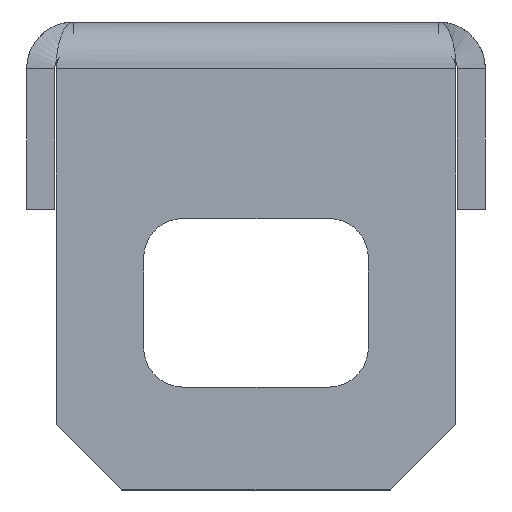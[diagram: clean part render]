
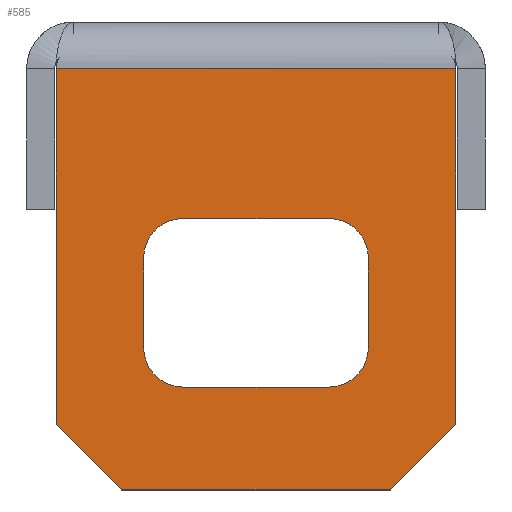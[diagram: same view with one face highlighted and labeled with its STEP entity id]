
A CAD part, left-side view. The second image highlights one B-rep face of the part: STEP entity #585.
In plain terms, the highlighted planar face has unit normal (-1, 0, 0).
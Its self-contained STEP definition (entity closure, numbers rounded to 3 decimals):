
#10 = CIRCLE ( 'NONE', #1065, 2.1 ) ;
#18 = LINE ( 'NONE', #102, #1547 ) ;
#60 = VECTOR ( 'NONE', #1264, 1000. ) ;
#76 = EDGE_CURVE ( 'NONE', #163, #1337, #1687, .T. ) ;
#95 = DIRECTION ( 'NONE',  ( 0., 0., -1. ) ) ;
#98 = ORIENTED_EDGE ( 'NONE', *, *, #686, .T. ) ;
#102 = CARTESIAN_POINT ( 'NONE',  ( -206., -6., -12.6 ) ) ;
#163 = VERTEX_POINT ( 'NONE', #967 ) ;
#171 = CARTESIAN_POINT ( 'NONE',  ( -206., 6., -17.4 ) ) ;
#177 = CARTESIAN_POINT ( 'NONE',  ( -206., 3.9, -10.5 ) ) ;
#229 = CARTESIAN_POINT ( 'NONE',  ( -206., -10.679, -25. ) ) ;
#237 = CARTESIAN_POINT ( 'NONE',  ( -206., 2072.25, -25. ) ) ;
#272 = DIRECTION ( 'NONE',  ( 1., 0., 0. ) ) ;
#276 = VERTEX_POINT ( 'NONE', #177 ) ;
#294 = VECTOR ( 'NONE', #1257, 1000. ) ;
#348 = VERTEX_POINT ( 'NONE', #171 ) ;
#363 = DIRECTION ( 'NONE',  ( 0., 1., 0. ) ) ;
#365 = EDGE_CURVE ( 'NONE', #1709, #1337, #1684, .T. ) ;
#369 = CARTESIAN_POINT ( 'NONE',  ( -206., -3.9, -17.4 ) ) ;
#394 = DIRECTION ( 'NONE',  ( 1., 0., 0. ) ) ;
#412 = EDGE_LOOP ( 'NONE', ( #617, #1535, #506, #977, #885, #1303 ) ) ;
#432 = DIRECTION ( 'NONE',  ( 0., 0., 1. ) ) ;
#453 = EDGE_CURVE ( 'NONE', #1583, #1589, #10, .T. ) ;
#456 = FACE_BOUND ( 'NONE', #844, .T. ) ;
#484 = CARTESIAN_POINT ( 'NONE',  ( -206., -3.9, -10.5 ) ) ;
#488 = CARTESIAN_POINT ( 'NONE',  ( -206., 3.9, -19.5 ) ) ;
#505 = EDGE_CURVE ( 'NONE', #348, #803, #1716, .T. ) ;
#506 = ORIENTED_EDGE ( 'NONE', *, *, #1172, .T. ) ;
#516 = DIRECTION ( 'NONE',  ( 0., -1., 0. ) ) ;
#523 = EDGE_CURVE ( 'NONE', #803, #276, #1225, .T. ) ;
#530 = DIRECTION ( 'NONE',  ( 0., 0., -1. ) ) ;
#542 = DIRECTION ( 'NONE',  ( 0., 0., 1. ) ) ;
#546 = DIRECTION ( 'NONE',  ( 1., 0., 0. ) ) ;
#585 = ADVANCED_FACE ( 'NONE', ( #456, #996 ), #1630, .F. ) ;
#590 = AXIS2_PLACEMENT_3D ( 'NONE', #1471, #938, #432 ) ;
#609 = ORIENTED_EDGE ( 'NONE', *, *, #1525, .T. ) ;
#617 = ORIENTED_EDGE ( 'NONE', *, *, #1437, .F. ) ;
#634 = DIRECTION ( 'NONE',  ( 0., 0., -1. ) ) ;
#684 = ORIENTED_EDGE ( 'NONE', *, *, #1576, .T. ) ;
#686 = EDGE_CURVE ( 'NONE', #768, #1583, #18, .T. ) ;
#692 = VECTOR ( 'NONE', #1118, 1000. ) ;
#768 = VERTEX_POINT ( 'NONE', #1869 ) ;
#803 = VERTEX_POINT ( 'NONE', #1351 ) ;
#844 = EDGE_LOOP ( 'NONE', ( #936, #1368, #1170, #684, #98, #1837, #952, #609 ) ) ;
#846 = VERTEX_POINT ( 'NONE', #484 ) ;
#878 = VERTEX_POINT ( 'NONE', #488 ) ;
#885 = ORIENTED_EDGE ( 'NONE', *, *, #76, .F. ) ;
#936 = ORIENTED_EDGE ( 'NONE', *, *, #505, .T. ) ;
#938 = DIRECTION ( 'NONE',  ( 1., 0., 0. ) ) ;
#946 = CARTESIAN_POINT ( 'NONE',  ( -206., -6., -17.4 ) ) ;
#952 = ORIENTED_EDGE ( 'NONE', *, *, #1480, .T. ) ;
#967 = CARTESIAN_POINT ( 'NONE',  ( -206., -10.679, -2.5 ) ) ;
#977 = ORIENTED_EDGE ( 'NONE', *, *, #365, .T. ) ;
#992 = DIRECTION ( 'NONE',  ( 0., -1., 0. ) ) ;
#996 = FACE_OUTER_BOUND ( 'NONE', #412, .T. ) ;
#1000 = CARTESIAN_POINT ( 'NONE',  ( -206., 3.9, -10.5 ) ) ;
#1053 = CARTESIAN_POINT ( 'NONE',  ( -206., 6., -12.6 ) ) ;
#1065 = AXIS2_PLACEMENT_3D ( 'NONE', #369, #394, #530 ) ;
#1078 = AXIS2_PLACEMENT_3D ( 'NONE', #237, #1795, #1822 ) ;
#1088 = VECTOR ( 'NONE', #1385, 1000. ) ;
#1092 = CARTESIAN_POINT ( 'NONE',  ( -206., 7.179, -25. ) ) ;
#1117 = VERTEX_POINT ( 'NONE', #1092 ) ;
#1118 = DIRECTION ( 'NONE',  ( 0., -1., 0. ) ) ;
#1151 = LINE ( 'NONE', #1964, #294 ) ;
#1159 = LINE ( 'NONE', #1928, #1323 ) ;
#1170 = ORIENTED_EDGE ( 'NONE', *, *, #1707, .T. ) ;
#1172 = EDGE_CURVE ( 'NONE', #1117, #1709, #1454, .T. ) ;
#1176 = CARTESIAN_POINT ( 'NONE',  ( -206., -10.679, -21.5 ) ) ;
#1225 = CIRCLE ( 'NONE', #1265, 2.1 ) ;
#1234 = CARTESIAN_POINT ( 'NONE',  ( -206., -3.9, -19.5 ) ) ;
#1238 = DIRECTION ( 'NONE',  ( 0., 0., 1. ) ) ;
#1257 = DIRECTION ( 'NONE',  ( 0., -0.707, -0.707 ) ) ;
#1264 = DIRECTION ( 'NONE',  ( 0., 0., -1. ) ) ;
#1265 = AXIS2_PLACEMENT_3D ( 'NONE', #1594, #546, #95 ) ;
#1294 = CARTESIAN_POINT ( 'NONE',  ( -206., 3.9, -17.4 ) ) ;
#1303 = ORIENTED_EDGE ( 'NONE', *, *, #1831, .F. ) ;
#1323 = VECTOR ( 'NONE', #542, 1000. ) ;
#1330 = CARTESIAN_POINT ( 'NONE',  ( -206., -7.179, -25. ) ) ;
#1331 = AXIS2_PLACEMENT_3D ( 'NONE', #1294, #272, #1978 ) ;
#1337 = VERTEX_POINT ( 'NONE', #1176 ) ;
#1344 = VERTEX_POINT ( 'NONE', #1721 ) ;
#1351 = CARTESIAN_POINT ( 'NONE',  ( -206., 6., -12.6 ) ) ;
#1368 = ORIENTED_EDGE ( 'NONE', *, *, #523, .T. ) ;
#1371 = LINE ( 'NONE', #1000, #2177 ) ;
#1385 = DIRECTION ( 'NONE',  ( 0., -0.707, 0.707 ) ) ;
#1437 = EDGE_CURVE ( 'NONE', #2088, #1344, #1159, .T. ) ;
#1449 = CIRCLE ( 'NONE', #590, 2.1 ) ;
#1454 = LINE ( 'NONE', #2156, #692 ) ;
#1471 = CARTESIAN_POINT ( 'NONE',  ( -206., -3.9, -12.6 ) ) ;
#1480 = EDGE_CURVE ( 'NONE', #1589, #878, #2058, .T. ) ;
#1525 = EDGE_CURVE ( 'NONE', #878, #348, #1877, .T. ) ;
#1535 = ORIENTED_EDGE ( 'NONE', *, *, #2033, .T. ) ;
#1547 = VECTOR ( 'NONE', #634, 1000. ) ;
#1576 = EDGE_CURVE ( 'NONE', #846, #768, #1449, .T. ) ;
#1583 = VERTEX_POINT ( 'NONE', #946 ) ;
#1589 = VERTEX_POINT ( 'NONE', #1234 ) ;
#1594 = CARTESIAN_POINT ( 'NONE',  ( -206., 3.9, -12.6 ) ) ;
#1599 = VECTOR ( 'NONE', #363, 1000. ) ;
#1619 = CARTESIAN_POINT ( 'NONE',  ( -206., 10.679, -21.5 ) ) ;
#1630 = PLANE ( 'NONE',  #1078 ) ;
#1684 = LINE ( 'NONE', #1893, #1088 ) ;
#1687 = LINE ( 'NONE', #229, #60 ) ;
#1707 = EDGE_CURVE ( 'NONE', #276, #846, #1371, .T. ) ;
#1709 = VERTEX_POINT ( 'NONE', #1330 ) ;
#1716 = LINE ( 'NONE', #1053, #2198 ) ;
#1721 = CARTESIAN_POINT ( 'NONE',  ( -206., 10.679, -2.5 ) ) ;
#1745 = CARTESIAN_POINT ( 'NONE',  ( -206., 3.9, -19.5 ) ) ;
#1780 = CARTESIAN_POINT ( 'NONE',  ( -206., 2072.25, -2.5 ) ) ;
#1795 = DIRECTION ( 'NONE',  ( 1., 0., 0. ) ) ;
#1822 = DIRECTION ( 'NONE',  ( 0., 0., -1. ) ) ;
#1831 = EDGE_CURVE ( 'NONE', #1344, #163, #2162, .T. ) ;
#1837 = ORIENTED_EDGE ( 'NONE', *, *, #453, .T. ) ;
#1869 = CARTESIAN_POINT ( 'NONE',  ( -206., -6., -12.6 ) ) ;
#1877 = CIRCLE ( 'NONE', #1331, 2.1 ) ;
#1893 = CARTESIAN_POINT ( 'NONE',  ( -206., -10.679, -21.5 ) ) ;
#1928 = CARTESIAN_POINT ( 'NONE',  ( -206., 10.679, -25. ) ) ;
#1964 = CARTESIAN_POINT ( 'NONE',  ( -206., 7.179, -25. ) ) ;
#1978 = DIRECTION ( 'NONE',  ( 0., 0., 1. ) ) ;
#2033 = EDGE_CURVE ( 'NONE', #2088, #1117, #1151, .T. ) ;
#2058 = LINE ( 'NONE', #1745, #1599 ) ;
#2088 = VERTEX_POINT ( 'NONE', #1619 ) ;
#2156 = CARTESIAN_POINT ( 'NONE',  ( -206., 2072.25, -25. ) ) ;
#2162 = LINE ( 'NONE', #1780, #2211 ) ;
#2177 = VECTOR ( 'NONE', #992, 1000. ) ;
#2198 = VECTOR ( 'NONE', #1238, 1000. ) ;
#2211 = VECTOR ( 'NONE', #516, 1000. ) ;
